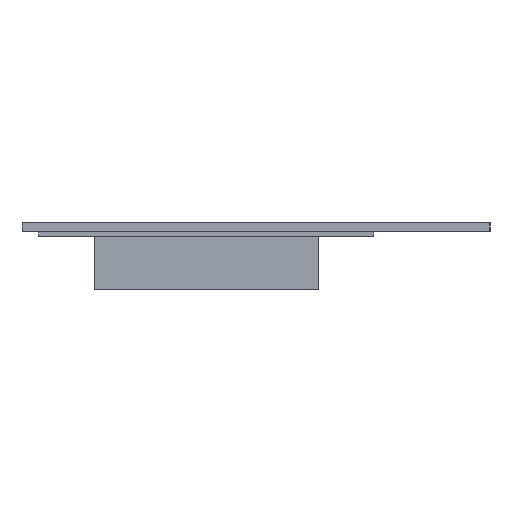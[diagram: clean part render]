
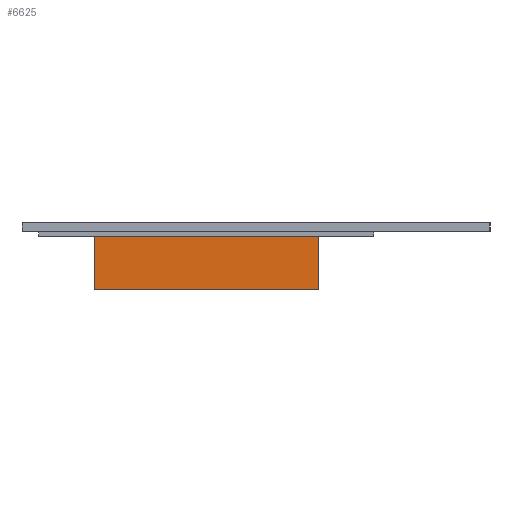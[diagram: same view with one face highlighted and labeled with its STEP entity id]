
A CAD part, left-side view. The second image highlights one B-rep face of the part: STEP entity #6625.
In plain terms, the highlighted free-form (B-spline) face has degree [1, 1] with [2, 2] control points.
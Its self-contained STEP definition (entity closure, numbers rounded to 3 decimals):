
#2236 = B_SPLINE_SURFACE_WITH_KNOTS('',1,1,(
    (#2237,#2238)
    ,(#2239,#2240
    )),.UNSPECIFIED.,.F.,.F.,.F.,(2,2),(2,2),(-49.,49.),(-30.,30.),
  .PIECEWISE_BEZIER_KNOTS.);
#2237 = CARTESIAN_POINT('',(-49.,-30.,0.8));
#2238 = CARTESIAN_POINT('',(-49.,30.,0.8));
#2239 = CARTESIAN_POINT('',(49.,-30.,0.8));
#2240 = CARTESIAN_POINT('',(49.,30.,0.8));
#4668 = VERTEX_POINT('',#4669);
#4669 = CARTESIAN_POINT('',(48.5,-20.,0.8));
#4681 = B_SPLINE_SURFACE_WITH_KNOTS('',1,1,(
    (#4682,#4683)
    ,(#4684,#4685
    )),.UNSPECIFIED.,.F.,.F.,.F.,(2,2),(2,2),(-97.,0.),(-9.5,0.),
  .PIECEWISE_BEZIER_KNOTS.);
#4682 = CARTESIAN_POINT('',(48.5,-20.,0.8));
#4683 = CARTESIAN_POINT('',(48.5,-20.,10.3));
#4684 = CARTESIAN_POINT('',(-48.5,-20.,0.8));
#4685 = CARTESIAN_POINT('',(-48.5,-20.,10.3));
#4718 = VERTEX_POINT('',#4719);
#4719 = CARTESIAN_POINT('',(48.5,20.,0.8));
#4731 = B_SPLINE_SURFACE_WITH_KNOTS('',1,1,(
    (#4732,#4733)
    ,(#4734,#4735
    )),.UNSPECIFIED.,.F.,.F.,.F.,(2,2),(2,2),(0.,97.),(-9.5,0.),
  .PIECEWISE_BEZIER_KNOTS.);
#4732 = CARTESIAN_POINT('',(-48.5,20.,0.8));
#4733 = CARTESIAN_POINT('',(-48.5,20.,10.3));
#4734 = CARTESIAN_POINT('',(48.5,20.,0.8));
#4735 = CARTESIAN_POINT('',(48.5,20.,10.3));
#4742 = EDGE_CURVE('',#4668,#4718,#4743,.T.);
#4743 = SURFACE_CURVE('',#4744,(#4747,#4753),.PCURVE_S1.);
#4744 = B_SPLINE_CURVE_WITH_KNOTS('',1,(#4745,#4746),.UNSPECIFIED.,.F.,
  .F.,(2,2),(-40.,0.),.PIECEWISE_BEZIER_KNOTS.);
#4745 = CARTESIAN_POINT('',(48.5,-20.,0.8));
#4746 = CARTESIAN_POINT('',(48.5,20.,0.8));
#4747 = PCURVE('',#2236,#4748);
#4748 = DEFINITIONAL_REPRESENTATION('',(#4749),#4752);
#4749 = B_SPLINE_CURVE_WITH_KNOTS('',1,(#4750,#4751),.UNSPECIFIED.,.F.,
  .F.,(2,2),(-40.,0.),.PIECEWISE_BEZIER_KNOTS.);
#4750 = CARTESIAN_POINT('',(48.5,-20.));
#4751 = CARTESIAN_POINT('',(48.5,20.));
#4752 = ( GEOMETRIC_REPRESENTATION_CONTEXT(2) 
PARAMETRIC_REPRESENTATION_CONTEXT() REPRESENTATION_CONTEXT('2D SPACE',''
  ) );
#4753 = PCURVE('',#4754,#4759);
#4754 = B_SPLINE_SURFACE_WITH_KNOTS('',1,1,(
    (#4755,#4756)
    ,(#4757,#4758
    )),.UNSPECIFIED.,.F.,.F.,.F.,(2,2),(2,2),(-9.5,0.),(-40.,0.),
  .PIECEWISE_BEZIER_KNOTS.);
#4755 = CARTESIAN_POINT('',(48.5,-20.,0.8));
#4756 = CARTESIAN_POINT('',(48.5,20.,0.8));
#4757 = CARTESIAN_POINT('',(48.5,-20.,10.3));
#4758 = CARTESIAN_POINT('',(48.5,20.,10.3));
#4759 = DEFINITIONAL_REPRESENTATION('',(#4760),#4763);
#4760 = B_SPLINE_CURVE_WITH_KNOTS('',1,(#4761,#4762),.UNSPECIFIED.,.F.,
  .F.,(2,2),(-40.,0.),.PIECEWISE_BEZIER_KNOTS.);
#4761 = CARTESIAN_POINT('',(-9.5,-40.));
#4762 = CARTESIAN_POINT('',(-9.5,0.));
#4763 = ( GEOMETRIC_REPRESENTATION_CONTEXT(2) 
PARAMETRIC_REPRESENTATION_CONTEXT() REPRESENTATION_CONTEXT('2D SPACE',''
  ) );
#6553 = B_SPLINE_SURFACE_WITH_KNOTS('',1,1,(
    (#6554,#6555)
    ,(#6556,#6557
    )),.UNSPECIFIED.,.F.,.F.,.F.,(2,2),(2,2),(-48.5,48.5),(-20.,20.),
  .PIECEWISE_BEZIER_KNOTS.);
#6554 = CARTESIAN_POINT('',(-48.5,-20.,10.3));
#6555 = CARTESIAN_POINT('',(-48.5,20.,10.3));
#6556 = CARTESIAN_POINT('',(48.5,-20.,10.3));
#6557 = CARTESIAN_POINT('',(48.5,20.,10.3));
#6588 = VERTEX_POINT('',#6589);
#6589 = CARTESIAN_POINT('',(48.5,-20.,10.3));
#6607 = EDGE_CURVE('',#6588,#4668,#6608,.T.);
#6608 = SURFACE_CURVE('',#6609,(#6612,#6618),.PCURVE_S1.);
#6609 = B_SPLINE_CURVE_WITH_KNOTS('',1,(#6610,#6611),.UNSPECIFIED.,.F.,
  .F.,(2,2),(0.,9.5),.PIECEWISE_BEZIER_KNOTS.);
#6610 = CARTESIAN_POINT('',(48.5,-20.,10.3));
#6611 = CARTESIAN_POINT('',(48.5,-20.,0.8));
#6612 = PCURVE('',#4681,#6613);
#6613 = DEFINITIONAL_REPRESENTATION('',(#6614),#6617);
#6614 = B_SPLINE_CURVE_WITH_KNOTS('',1,(#6615,#6616),.UNSPECIFIED.,.F.,
  .F.,(2,2),(0.,9.5),.PIECEWISE_BEZIER_KNOTS.);
#6615 = CARTESIAN_POINT('',(-97.,0.));
#6616 = CARTESIAN_POINT('',(-97.,-9.5));
#6617 = ( GEOMETRIC_REPRESENTATION_CONTEXT(2) 
PARAMETRIC_REPRESENTATION_CONTEXT() REPRESENTATION_CONTEXT('2D SPACE',''
  ) );
#6618 = PCURVE('',#4754,#6619);
#6619 = DEFINITIONAL_REPRESENTATION('',(#6620),#6623);
#6620 = B_SPLINE_CURVE_WITH_KNOTS('',1,(#6621,#6622),.UNSPECIFIED.,.F.,
  .F.,(2,2),(0.,9.5),.PIECEWISE_BEZIER_KNOTS.);
#6621 = CARTESIAN_POINT('',(0.,-40.));
#6622 = CARTESIAN_POINT('',(-9.5,-40.));
#6623 = ( GEOMETRIC_REPRESENTATION_CONTEXT(2) 
PARAMETRIC_REPRESENTATION_CONTEXT() REPRESENTATION_CONTEXT('2D SPACE',''
  ) );
#6625 = ADVANCED_FACE('',(#6626),#4754,.F.);
#6626 = FACE_BOUND('',#6627,.F.);
#6627 = EDGE_LOOP('',(#6628,#6629,#6649,#6667));
#6628 = ORIENTED_EDGE('',*,*,#6607,.F.);
#6629 = ORIENTED_EDGE('',*,*,#6630,.T.);
#6630 = EDGE_CURVE('',#6588,#6631,#6633,.T.);
#6631 = VERTEX_POINT('',#6632);
#6632 = CARTESIAN_POINT('',(48.5,20.,10.3));
#6633 = SURFACE_CURVE('',#6634,(#6637,#6643),.PCURVE_S1.);
#6634 = B_SPLINE_CURVE_WITH_KNOTS('',1,(#6635,#6636),.UNSPECIFIED.,.F.,
  .F.,(2,2),(-40.,0.),.PIECEWISE_BEZIER_KNOTS.);
#6635 = CARTESIAN_POINT('',(48.5,-20.,10.3));
#6636 = CARTESIAN_POINT('',(48.5,20.,10.3));
#6637 = PCURVE('',#4754,#6638);
#6638 = DEFINITIONAL_REPRESENTATION('',(#6639),#6642);
#6639 = B_SPLINE_CURVE_WITH_KNOTS('',1,(#6640,#6641),.UNSPECIFIED.,.F.,
  .F.,(2,2),(-40.,0.),.PIECEWISE_BEZIER_KNOTS.);
#6640 = CARTESIAN_POINT('',(0.,-40.));
#6641 = CARTESIAN_POINT('',(0.,0.));
#6642 = ( GEOMETRIC_REPRESENTATION_CONTEXT(2) 
PARAMETRIC_REPRESENTATION_CONTEXT() REPRESENTATION_CONTEXT('2D SPACE',''
  ) );
#6643 = PCURVE('',#6553,#6644);
#6644 = DEFINITIONAL_REPRESENTATION('',(#6645),#6648);
#6645 = B_SPLINE_CURVE_WITH_KNOTS('',1,(#6646,#6647),.UNSPECIFIED.,.F.,
  .F.,(2,2),(-40.,0.),.PIECEWISE_BEZIER_KNOTS.);
#6646 = CARTESIAN_POINT('',(48.5,-20.));
#6647 = CARTESIAN_POINT('',(48.5,20.));
#6648 = ( GEOMETRIC_REPRESENTATION_CONTEXT(2) 
PARAMETRIC_REPRESENTATION_CONTEXT() REPRESENTATION_CONTEXT('2D SPACE',''
  ) );
#6649 = ORIENTED_EDGE('',*,*,#6650,.T.);
#6650 = EDGE_CURVE('',#6631,#4718,#6651,.T.);
#6651 = SURFACE_CURVE('',#6652,(#6655,#6661),.PCURVE_S1.);
#6652 = B_SPLINE_CURVE_WITH_KNOTS('',1,(#6653,#6654),.UNSPECIFIED.,.F.,
  .F.,(2,2),(0.,9.5),.PIECEWISE_BEZIER_KNOTS.);
#6653 = CARTESIAN_POINT('',(48.5,20.,10.3));
#6654 = CARTESIAN_POINT('',(48.5,20.,0.8));
#6655 = PCURVE('',#4754,#6656);
#6656 = DEFINITIONAL_REPRESENTATION('',(#6657),#6660);
#6657 = B_SPLINE_CURVE_WITH_KNOTS('',1,(#6658,#6659),.UNSPECIFIED.,.F.,
  .F.,(2,2),(0.,9.5),.PIECEWISE_BEZIER_KNOTS.);
#6658 = CARTESIAN_POINT('',(0.,0.));
#6659 = CARTESIAN_POINT('',(-9.5,0.));
#6660 = ( GEOMETRIC_REPRESENTATION_CONTEXT(2) 
PARAMETRIC_REPRESENTATION_CONTEXT() REPRESENTATION_CONTEXT('2D SPACE',''
  ) );
#6661 = PCURVE('',#4731,#6662);
#6662 = DEFINITIONAL_REPRESENTATION('',(#6663),#6666);
#6663 = B_SPLINE_CURVE_WITH_KNOTS('',1,(#6664,#6665),.UNSPECIFIED.,.F.,
  .F.,(2,2),(0.,9.5),.PIECEWISE_BEZIER_KNOTS.);
#6664 = CARTESIAN_POINT('',(97.,0.));
#6665 = CARTESIAN_POINT('',(97.,-9.5));
#6666 = ( GEOMETRIC_REPRESENTATION_CONTEXT(2) 
PARAMETRIC_REPRESENTATION_CONTEXT() REPRESENTATION_CONTEXT('2D SPACE',''
  ) );
#6667 = ORIENTED_EDGE('',*,*,#4742,.F.);
